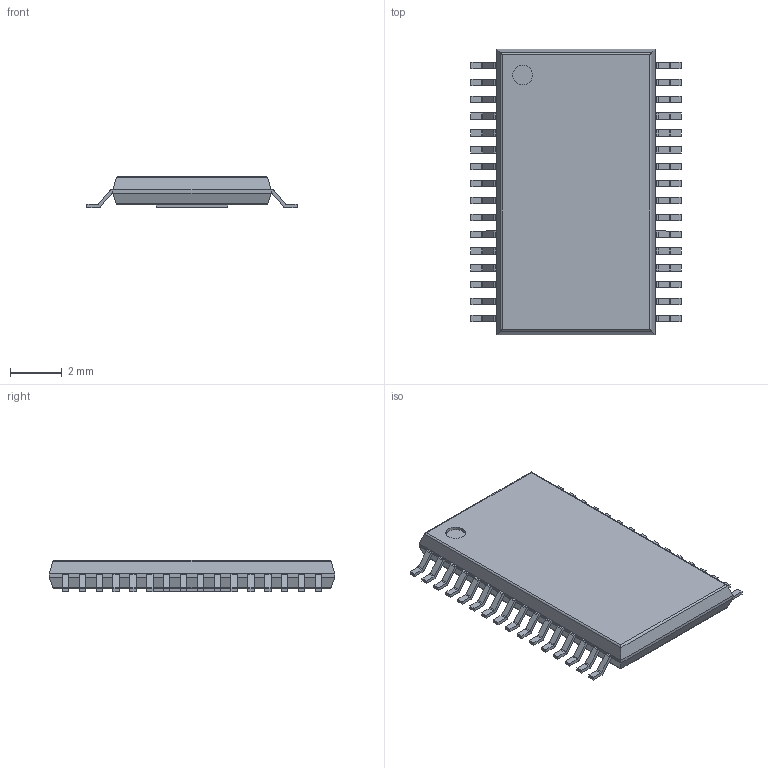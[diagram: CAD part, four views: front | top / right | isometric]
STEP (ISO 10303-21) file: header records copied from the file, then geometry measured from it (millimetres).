
FILE_DESCRIPTION(('FreeCAD Model'),'2;1');
FILE_NAME('271351.2.1.stp','2019-05-06T15:22:42',( 'Author'),(''),'Open CASCADE STEP processor 6.8','FreeCAD','Unknown' );
FILE_SCHEMA(('AUTOMOTIVE_DESIGN_CC2 { 1 2 10303 214 -1 1 5 4 }'));
Length unit declared in the file: millimetre
Products named in the file (4): ASSEMBLY; Body; PinsArrayLR; ThermalPad
Assembly tree (3 placements, depth 2):
  ASSEMBLY
    Body
    PinsArrayLR
    ThermalPad
Bounding box: 8.1 x 11 x 1.2 mm (x, y, z)
Volume: 73.4 mm3; surface area: 213.4 mm2
Topology: 34 solids, 34 shells, 446 faces, 1115 edges, 738 vertices
Faces by surface type: plane 341, cylinder 105
Full cylindrical faces by diameter (mm): 0.762 x1
Entity records: 28315 total; most frequent: CARTESIAN_POINT 5303, DIRECTION 4269, LINE 2867, VECTOR 2867, ORIENTED_EDGE 2230, PCURVE 2230, DEFINITIONAL_REPRESENTATION 2230, EDGE_CURVE 1115
